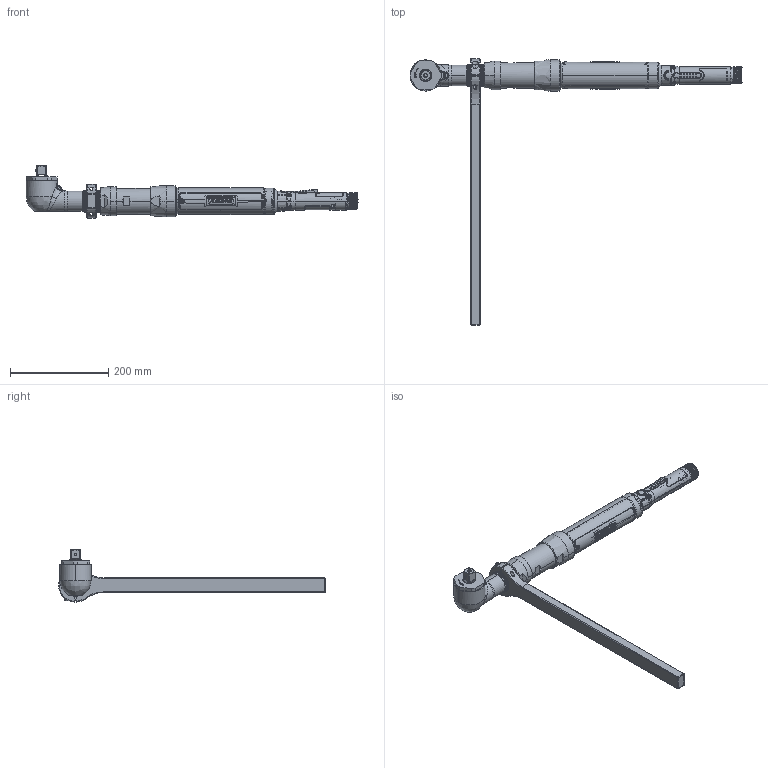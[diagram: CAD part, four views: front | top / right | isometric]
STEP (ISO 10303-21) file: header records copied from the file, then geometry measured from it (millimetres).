
FILE_DESCRIPTION((''),'2;1');
FILE_NAME('EB55LA32-300','2012-02-28T',('EJF1116'),(''),'PRO/ENGINEER BY PARAMETRIC TECHNOLOGY CORPORATION, 2010430','PRO/ENGINEER BY PARAMETRIC TECHNOLOGY CORPORATION, 2010430','');
FILE_SCHEMA(('CONFIG_CONTROL_DESIGN'));
Products named in the file (1): EB55LA32-300
Bounding box: 674.93 x 542.12 x 105.82 mm (x, y, z)
Surface area: 247994.2 mm2 (no closed solid volume)
Topology: 0 solids, 238 shells, 807 faces, 4854 edges, 4222 vertices
Faces by surface type: cylinder 379, plane 164, bspline 115, cone 82, torus 51, extrusion 16
Entity records: 64292 total; most frequent: CARTESIAN_POINT 31452, DIRECTION 5785, ORIENTED_EDGE 5739, EDGE_CURVE 4852, VERTEX_POINT 4222, VECTOR 1973, LINE 1957, AXIS2_PLACEMENT_3D 1906
